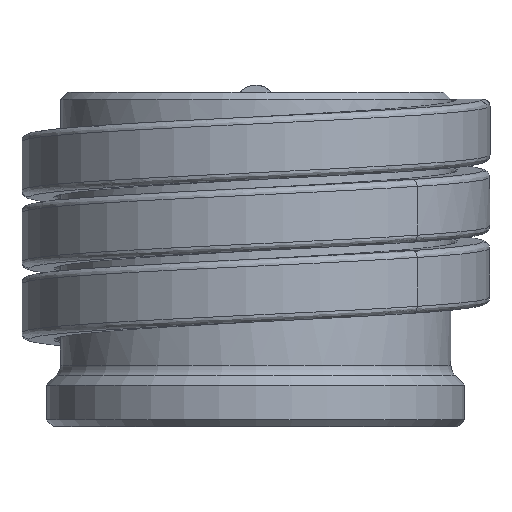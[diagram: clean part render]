
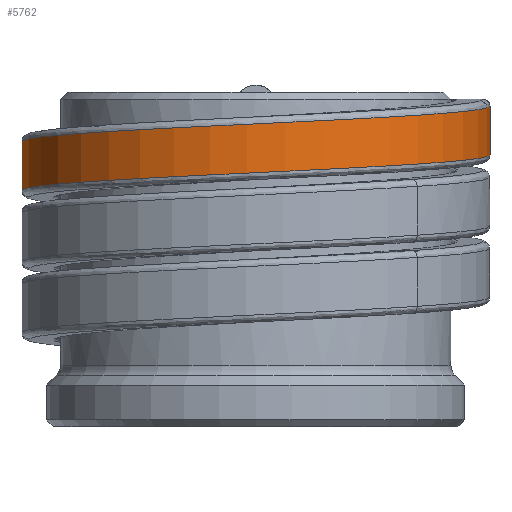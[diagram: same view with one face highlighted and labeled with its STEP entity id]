
A CAD part, left-side view. The second image highlights one B-rep face of the part: STEP entity #5762.
In plain terms, the highlighted cylindrical face has radius 16.8 mm (diameter 33.6 mm), a partial arc.
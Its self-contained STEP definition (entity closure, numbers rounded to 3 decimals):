
#2070=CARTESIAN_POINT('',(0.,0.,-1.));
#2071=DIRECTION('',(0.,0.,1.));
#2072=DIRECTION('',(0.,-1.,0.));
#2073=AXIS2_PLACEMENT_3D('',#2070,#2071,#2072);
#2075=CARTESIAN_POINT('',(0.,-16.8,-4.5));
#2076=CARTESIAN_POINT('',(-1.183,-16.8,
-4.557));
#2077=CARTESIAN_POINT('',(-3.548,-16.549,
-4.671));
#2078=CARTESIAN_POINT('',(-6.938,-15.438,
-4.843));
#2079=CARTESIAN_POINT('',(-10.02,-13.641,
-5.014));
#2080=CARTESIAN_POINT('',(-12.657,-11.237,
-5.186));
#2081=CARTESIAN_POINT('',(-14.731,-8.334,
-5.357));
#2082=CARTESIAN_POINT('',(-16.151,-5.061,
-5.529));
#2083=CARTESIAN_POINT('',(-16.853,-1.563,
-5.7));
#2084=CARTESIAN_POINT('',(-16.806,2.004,
-5.871));
#2085=CARTESIAN_POINT('',(-16.013,5.483,
-6.043));
#2086=CARTESIAN_POINT('',(-14.508,8.717,
-6.214));
#2087=CARTESIAN_POINT('',(-12.358,11.565,
-6.386));
#2088=CARTESIAN_POINT('',(-9.659,13.898,
-6.557));
#2089=CARTESIAN_POINT('',(-6.531,15.614,
-6.728));
#2090=CARTESIAN_POINT('',(-3.113,16.637,
-6.9));
#2091=CARTESIAN_POINT('',(0.443,16.92,
-7.071));
#2092=CARTESIAN_POINT('',(3.98,16.451,-7.243));
#2093=CARTESIAN_POINT('',(7.34,15.251,-7.414));
#2094=CARTESIAN_POINT('',(10.374,13.373,-7.586));
#2095=CARTESIAN_POINT('',(12.947,10.902,-7.757));
#2096=CARTESIAN_POINT('',(14.944,7.946,-7.928));
#2097=CARTESIAN_POINT('',(16.278,4.636,-8.1));
#2098=CARTESIAN_POINT('',(16.888,1.121,-8.271));
#2099=CARTESIAN_POINT('',(16.795,-1.255,
-8.385));
#2100=CARTESIAN_POINT('',(16.624,-2.426,
-8.443));
#2102=CARTESIAN_POINT('',(16.679,-2.009,-5.));
#2103=CARTESIAN_POINT('',(16.687,-1.943,-5.));
#2104=CARTESIAN_POINT('',(16.702,-1.817,
-4.981));
#2105=CARTESIAN_POINT('',(16.713,-1.705,
-4.935));
#2106=CARTESIAN_POINT('',(16.719,-1.652,
-4.905));
#2120=CARTESIAN_POINT('',(0.,-16.8,-1.));
#2122=CARTESIAN_POINT('',(0.,-16.8,-1.));
#2123=CARTESIAN_POINT('',(-1.171,-16.8,
-1.057));
#2124=CARTESIAN_POINT('',(-3.514,-16.554,
-1.17));
#2125=CARTESIAN_POINT('',(-6.875,-15.464,
-1.34));
#2126=CARTESIAN_POINT('',(-9.936,-13.699,
-1.509));
#2127=CARTESIAN_POINT('',(-12.564,-11.337,
-1.679));
#2128=CARTESIAN_POINT('',(-14.644,-8.481,
-1.849));
#2129=CARTESIAN_POINT('',(-16.086,-5.256,
-2.019));
#2130=CARTESIAN_POINT('',(-16.827,-1.801,
-2.188));
#2131=CARTESIAN_POINT('',(-16.834,1.732,
-2.358));
#2132=CARTESIAN_POINT('',(-16.107,5.19,
-2.528));
#2133=CARTESIAN_POINT('',(-14.679,8.422,
-2.698));
#2134=CARTESIAN_POINT('',(-12.61,11.286,
-2.868));
#2135=CARTESIAN_POINT('',(-9.991,13.659,
-3.037));
#2136=CARTESIAN_POINT('',(-6.938,15.436,
-3.207));
#2137=CARTESIAN_POINT('',(-3.581,16.54,
-3.377));
#2138=CARTESIAN_POINT('',(-0.069,16.923,
-3.547));
#2139=CARTESIAN_POINT('',(3.447,16.568,-3.716));
#2140=CARTESIAN_POINT('',(6.812,15.491,-3.886));
#2141=CARTESIAN_POINT('',(9.88,13.739,-4.056));
#2142=CARTESIAN_POINT('',(12.518,11.388,-4.226));
#2143=CARTESIAN_POINT('',(14.61,8.541,-4.396));
#2144=CARTESIAN_POINT('',(16.065,5.321,-4.565));
#2145=CARTESIAN_POINT('',(16.819,1.869,-4.735));
#2146=CARTESIAN_POINT('',(16.834,-0.486,
-4.848));
#2147=CARTESIAN_POINT('',(16.719,-1.652,
-4.905));
#2241=CARTESIAN_POINT('',(0.,0.,-5.));
#2242=DIRECTION('',(0.,0.,1.));
#2243=DIRECTION('',(0.99,-0.144,0.));
#2244=AXIS2_PLACEMENT_3D('',#2241,#2242,#2243);
#2665=CARTESIAN_POINT('',(0.,0.,-4.5));
#2666=DIRECTION('',(0.,0.,1.));
#2667=DIRECTION('',(0.,-1.,0.));
#2668=AXIS2_PLACEMENT_3D('',#2665,#2666,#2667);
#2696=CARTESIAN_POINT('',(0.,-16.8,-4.5));
#2715=CARTESIAN_POINT('',(16.624,-2.426,
-8.443));
#3221=DIRECTION('',(0.,0.,1.));
#3222=VECTOR('',#3221,3.443);
#3223=CARTESIAN_POINT('',(16.624,-2.426,
-8.443));
#3224=LINE('',#3223,#3222);
#3321=DIRECTION('',(0.,0.,-1.));
#3322=VECTOR('',#3321,3.5);
#3323=CARTESIAN_POINT('',(15.272,-7.,-1.));
#3324=LINE('',#3323,#3322);
#3336=CARTESIAN_POINT('',(15.272,-7.,-1.));
#3620=VERTEX_POINT('',#2715);
#3665=VERTEX_POINT('',#3336);
#3666=CARTESIAN_POINT('',(15.272,-7.,-4.5));
#3667=VERTEX_POINT('',#3666);
#3676=VERTEX_POINT('',#2120);
#3677=VERTEX_POINT('',#2696);
#3681=VERTEX_POINT('',#2147);
#3687=CARTESIAN_POINT('',(16.624,-2.426,-5.));
#3688=CARTESIAN_POINT('',(16.679,-2.009,-5.));
#3689=VERTEX_POINT('',#3687);
#3690=VERTEX_POINT('',#3688);
#5740=CARTESIAN_POINT('',(0.,0.,-0.5));
#5741=DIRECTION('',(0.,0.,-1.));
#5742=DIRECTION('',(0.,-1.,0.));
#5743=AXIS2_PLACEMENT_3D('',#5740,#5741,#5742);
#5744=CYLINDRICAL_SURFACE('',#5743,16.8);
#5746=ORIENTED_EDGE('',*,*,#5745,.F.);
#5748=ORIENTED_EDGE('',*,*,#5747,.T.);
#5750=ORIENTED_EDGE('',*,*,#5749,.T.);
#5752=ORIENTED_EDGE('',*,*,#5751,.F.);
#5754=ORIENTED_EDGE('',*,*,#5753,.T.);
#5756=ORIENTED_EDGE('',*,*,#5755,.T.);
#5758=ORIENTED_EDGE('',*,*,#5757,.T.);
#5759=ORIENTED_EDGE('',*,*,#5708,.T.);
#5760=EDGE_LOOP('',(#5746,#5748,#5750,#5752,#5754,#5756,#5758,#5759));
#5761=FACE_OUTER_BOUND('',#5760,.F.);
#2074=CIRCLE('',#2073,16.8);
#2101=B_SPLINE_CURVE_WITH_KNOTS('',3,(#2075,#2076,#2077,#2078,#2079,#2080,#2081,
#2082,#2083,#2084,#2085,#2086,#2087,#2088,#2089,#2090,#2091,#2092,#2093,#2094,
#2095,#2096,#2097,#2098,#2099,#2100),.UNSPECIFIED.,.F.,.F.,(4,1,1,1,1,1,1,1,1,1,
1,1,1,1,1,1,1,1,1,1,1,1,1,4),(0.,0.043,0.087,
0.13,0.174,0.217,0.261,
0.304,0.348,0.391,0.435,
0.478,0.522,0.565,0.609,
0.652,0.696,0.739,0.783,
0.826,0.87,0.913,0.957,1.),
.UNSPECIFIED.);
#2107=B_SPLINE_CURVE_WITH_KNOTS('',3,(#2102,#2103,#2104,#2105,#2106),
.UNSPECIFIED.,.F.,.F.,(4,1,4),(0.,0.5,1.),.UNSPECIFIED.);
#2148=B_SPLINE_CURVE_WITH_KNOTS('',3,(#2122,#2123,#2124,#2125,#2126,#2127,#2128,
#2129,#2130,#2131,#2132,#2133,#2134,#2135,#2136,#2137,#2138,#2139,#2140,#2141,
#2142,#2143,#2144,#2145,#2146,#2147),.UNSPECIFIED.,.F.,.F.,(4,1,1,1,1,1,1,1,1,1,
1,1,1,1,1,1,1,1,1,1,1,1,1,4),(0.,0.043,0.087,
0.13,0.174,0.217,0.261,
0.304,0.348,0.391,0.435,
0.478,0.522,0.565,0.609,
0.652,0.696,0.739,0.783,
0.826,0.87,0.913,0.957,1.),
.UNSPECIFIED.);
#2245=CIRCLE('',#2244,16.8);
#2669=CIRCLE('',#2668,16.8);
#5708=EDGE_CURVE('',#3690,#3681,#2107,.T.);
#5745=EDGE_CURVE('',#3676,#3681,#2148,.T.);
#5747=EDGE_CURVE('',#3676,#3665,#2074,.T.);
#5749=EDGE_CURVE('',#3665,#3667,#3324,.T.);
#5751=EDGE_CURVE('',#3677,#3667,#2669,.T.);
#5753=EDGE_CURVE('',#3677,#3620,#2101,.T.);
#5755=EDGE_CURVE('',#3620,#3689,#3224,.T.);
#5757=EDGE_CURVE('',#3689,#3690,#2245,.T.);
#5762=ADVANCED_FACE('',(#5761),#5744,.T.);
